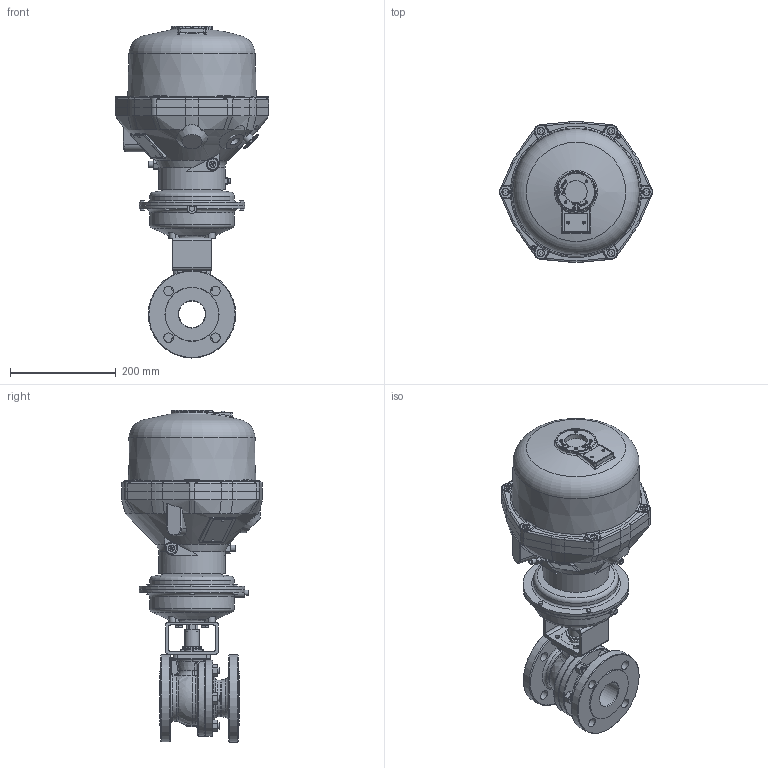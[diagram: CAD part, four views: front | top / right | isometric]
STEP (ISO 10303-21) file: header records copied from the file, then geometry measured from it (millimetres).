
FILE_DESCRIPTION(/* description */ (''),/* implementation_level */ '2;1');
FILE_NAME(/* name */ 'AT3582-050-FQ08.step',/* time_stamp */ '2025-07-28T15:12:19+02:00',/* author */ (''),/* organization */ (''),/* preprocessor_version */ 'ST-DEVELOPER v20.1',/* originating_system */ 'Autodesk Translation Framework v14.10.0.0',/* authorisation */ '');
FILE_SCHEMA (('AUTOMOTIVE_DESIGN { 1 0 10303 214 3 1 1 }'));
Length unit declared in the file: millimetre
Products named in the file (17): AT3582-050-FQ08; CD_06848; FIG.540 DN-050; 0540050C; 0540050L; EPI50Q; SM12411414; DIN 934 - M12_DIN 934 - M12; P40G (26x18x5)_Comprimida; 5140_10-1; JT40FV (25,7x18x2); 00400930; 200040_41; DIN 2093 - B35,5; DIN 6325 - Ø6x16; Component1; Component2
Assembly tree (29 placements, depth 3):
  AT3582-050-FQ08
    CD_06848
    FIG.540 DN-050
      0540050C
      0540050L
      EPI50Q
      SM12411414  x6
      DIN 934 - M12_DIN 934 - M12  x6
      P40G (26x18x5)_Comprimida  x2
      5140_10-1
      JT40FV (25,7x18x2)
      00400930
      200040_41
      DIN 2093 - B35,5  x2
      DIN 6325 - Ø6x16  x2
    Component1
    Component2
Bounding box: 289.93 x 265.87 x 626.93 mm (x, y, z)
Volume: 14486626 mm3; surface area: 822686.3 mm2
Topology: 48 solids, 53 shells, 1524 faces, 3564 edges, 2185 vertices
Faces by surface type: plane 646, cylinder 351, cone 210, bspline 194, torus 101, sphere 22
Full cylindrical faces by diameter (mm): 2.5 x6, 3 x6, 3.1 x2, 3.5 x6, 4.2 x1, 5 x1, 6 x4, 6.5 x6, 6.647 x4, 6.8 x6, 7.1 x2, 8 x14, 8.5 x5, 9 x15, 10 x1, 10.106 x6, 10.2 x6, 12 x8, 12.1 x12, 13 x6, 13.5 x6, 13.8 x1, 14 x6, 17.1 x1, 18 x15, 18.5 x4, 20 x1, 25 x1, 25.7 x1, 26 x4
Entity records: 68562 total; most frequent: CARTESIAN_POINT 36583, ORIENTED_EDGE 6320, DIRECTION 6132, EDGE_CURVE 3160, AXIS2_PLACEMENT_3D 2307, VERTEX_POINT 1990, EDGE_LOOP 1598, LINE 1518
